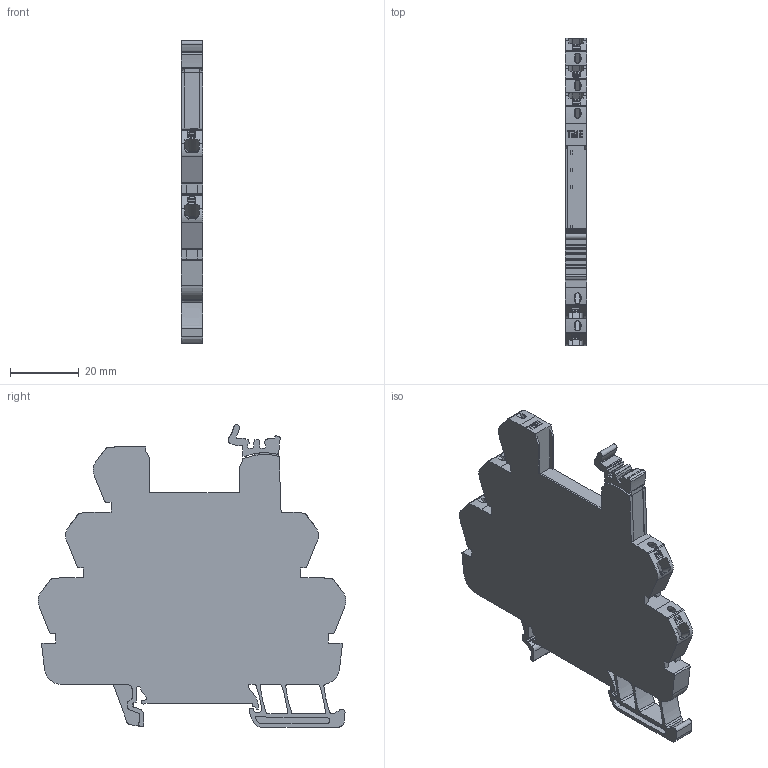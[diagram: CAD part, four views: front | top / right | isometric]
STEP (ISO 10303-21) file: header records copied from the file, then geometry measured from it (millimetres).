
FILE_DESCRIPTION(('CATIA V5 STEP Exchange','CAx-IF Rec.Pracs.--- Model Styling and Organization---1.4--- 2014-01-23'),'2;1');
FILE_NAME ('D1364355_1', '2019-02-21T13:47:22+00:00', ('none'), ('Weidmueller'), 'CATIA Version 5-6 Release 2016 SP3 HF44', 'CATIA V5 STEP AP214', 'none');
FILE_SCHEMA(('AUTOMOTIVE_DESIGN { 1 0 10303 214 1 1 1 1 }'));
Length unit declared in the file: millimetre
Products named in the file (1): 2639740000
Bounding box: 6.38 x 89.37 x 87.83 mm (x, y, z)
Volume: 29951 mm3; surface area: 16398.2 mm2
Topology: 19 solids, 19 shells, 929 faces, 2736 edges, 1875 vertices
Faces by surface type: plane 646, cylinder 237, extrusion 46
Entity records: 31612 total; most frequent: CARTESIAN_POINT 6534, ORIENTED_EDGE 5472, DIRECTION 4136, EDGE_CURVE 2736, VECTOR 2087, LINE 2041, VERTEX_POINT 1875, AXIS2_PLACEMENT_3D 1272
